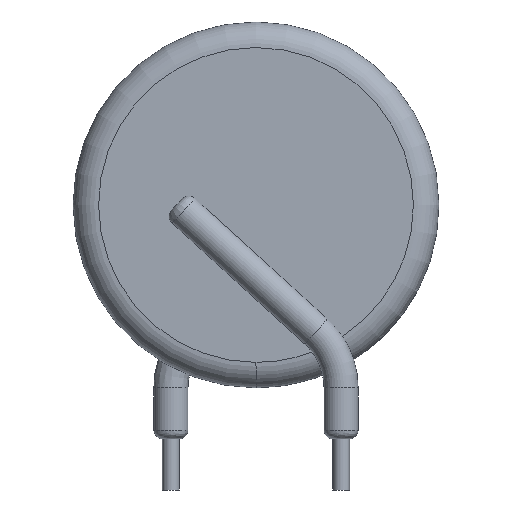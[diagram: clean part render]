
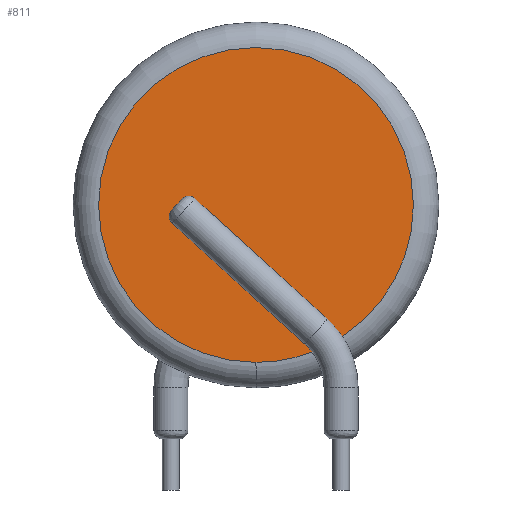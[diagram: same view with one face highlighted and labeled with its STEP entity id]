
A CAD part, front view. The second image highlights one B-rep face of the part: STEP entity #811.
In plain terms, the highlighted planar face has unit normal (0, -1, 0).
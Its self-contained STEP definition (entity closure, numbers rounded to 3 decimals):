
#135=CARTESIAN_POINT('',(0.,-1.575,13.75));
#136=DIRECTION('',(0.,1.,0.));
#137=DIRECTION('',(0.357,0.,-0.934));
#138=AXIS2_PLACEMENT_3D('',#135,#136,#137);
#140=CARTESIAN_POINT('',(0.,-1.575,13.75));
#141=DIRECTION('',(0.,1.,0.));
#142=DIRECTION('',(0.,0.,-1.));
#143=AXIS2_PLACEMENT_3D('',#140,#141,#142);
#145=CARTESIAN_POINT('',(0.,-1.575,13.75));
#146=DIRECTION('',(0.,1.,0.));
#147=DIRECTION('',(-1.,0.,-0.001));
#148=AXIS2_PLACEMENT_3D('',#145,#146,#147);
#150=CARTESIAN_POINT('',(0.,-1.575,13.75));
#151=DIRECTION('',(0.,1.,0.));
#152=DIRECTION('',(1.,0.,0.001));
#153=AXIS2_PLACEMENT_3D('',#150,#151,#152);
#155=CARTESIAN_POINT('',(0.523,-1.575,3.));
#156=DIRECTION('',(0.,-1.,0.));
#157=DIRECTION('',(0.834,0.,0.552));
#158=AXIS2_PLACEMENT_3D('',#155,#156,#157);
#160=DIRECTION('',(-0.74,0.,0.673));
#161=VECTOR('',#160,10.521);
#162=CARTESIAN_POINT('',(4.197,-1.575,7.041));
#163=LINE('',#162,#161);
#164=CARTESIAN_POINT('',(-3.587,-1.575,14.12));
#165=CARTESIAN_POINT('',(-3.629,-1.575,14.158));
#166=CARTESIAN_POINT('',(-3.719,-1.575,14.218));
#167=CARTESIAN_POINT('',(-3.846,-1.575,14.264));
#168=CARTESIAN_POINT('',(-3.998,-1.575,14.28));
#169=CARTESIAN_POINT('',(-4.126,-1.575,14.258));
#170=CARTESIAN_POINT('',(-4.255,-1.575,14.198));
#171=CARTESIAN_POINT('',(-4.317,-1.575,14.143));
#172=CARTESIAN_POINT('',(-4.346,-1.575,14.112));
#174=DIRECTION('',(-0.673,0.,-0.74));
#175=VECTOR('',#174,0.937);
#176=CARTESIAN_POINT('',(-4.346,-1.575,14.112));
#177=LINE('',#176,#175);
#178=CARTESIAN_POINT('',(-4.976,-1.575,13.419));
#179=CARTESIAN_POINT('',(-5.004,-1.575,13.388));
#180=CARTESIAN_POINT('',(-5.053,-1.575,13.321));
#181=CARTESIAN_POINT('',(-5.1,-1.575,13.186));
#182=CARTESIAN_POINT('',(-5.11,-1.575,13.062));
#183=CARTESIAN_POINT('',(-5.083,-1.575,12.916));
#184=CARTESIAN_POINT('',(-5.025,-1.575,12.792));
#185=CARTESIAN_POINT('',(-4.959,-1.575,12.707));
#186=CARTESIAN_POINT('',(-4.918,-1.575,12.669));
#188=CARTESIAN_POINT('',(-4.918,-1.575,12.669));
#189=CARTESIAN_POINT('',(-4.917,-1.575,12.668));
#190=CARTESIAN_POINT('',(-4.916,-1.575,12.667));
#191=CARTESIAN_POINT('',(-4.913,-1.575,12.665));
#192=CARTESIAN_POINT('',(-4.912,-1.575,12.664));
#193=CARTESIAN_POINT('',(-4.911,-1.575,12.663));
#195=DIRECTION('',(0.74,0.,-0.673));
#196=VECTOR('',#195,10.521);
#197=CARTESIAN_POINT('',(-4.911,-1.575,12.663));
#198=LINE('',#197,#196);
#199=CARTESIAN_POINT('',(0.523,-1.575,3.));
#200=DIRECTION('',(0.,1.,0.));
#201=DIRECTION('',(0.673,0.,0.74));
#202=AXIS2_PLACEMENT_3D('',#199,#200,#201);
#535=CARTESIAN_POINT('',(9.25,-1.575,13.764));
#536=CARTESIAN_POINT('',(5.076,-1.575,6.017));
#537=VERTEX_POINT('',#535);
#538=VERTEX_POINT('',#536);
#539=CARTESIAN_POINT('',(-9.25,-1.575,13.736));
#540=VERTEX_POINT('',#539);
#541=CARTESIAN_POINT('',(0.,-1.575,4.5));
#542=VERTEX_POINT('',#541);
#546=CARTESIAN_POINT('',(3.305,-1.575,5.111));
#547=VERTEX_POINT('',#546);
#548=CARTESIAN_POINT('',(4.197,-1.575,7.041));
#549=VERTEX_POINT('',#548);
#550=CARTESIAN_POINT('',(-3.587,-1.575,14.12));
#551=VERTEX_POINT('',#550);
#552=VERTEX_POINT('',#172);
#553=CARTESIAN_POINT('',(-4.976,-1.575,13.419));
#554=VERTEX_POINT('',#553);
#555=VERTEX_POINT('',#186);
#556=VERTEX_POINT('',#193);
#557=CARTESIAN_POINT('',(2.873,-1.575,5.584));
#558=VERTEX_POINT('',#557);
#783=CARTESIAN_POINT('',(0.,-1.575,13.75));
#784=DIRECTION('',(0.,-1.,0.));
#785=DIRECTION('',(0.,0.,1.));
#786=AXIS2_PLACEMENT_3D('',#783,#784,#785);
#787=PLANE('',#786);
#789=ORIENTED_EDGE('',*,*,#788,.T.);
#790=ORIENTED_EDGE('',*,*,#759,.T.);
#791=ORIENTED_EDGE('',*,*,#757,.T.);
#792=ORIENTED_EDGE('',*,*,#755,.T.);
#794=ORIENTED_EDGE('',*,*,#793,.T.);
#796=ORIENTED_EDGE('',*,*,#795,.T.);
#798=ORIENTED_EDGE('',*,*,#797,.T.);
#800=ORIENTED_EDGE('',*,*,#799,.T.);
#802=ORIENTED_EDGE('',*,*,#801,.T.);
#804=ORIENTED_EDGE('',*,*,#803,.T.);
#806=ORIENTED_EDGE('',*,*,#805,.T.);
#808=ORIENTED_EDGE('',*,*,#807,.T.);
#809=EDGE_LOOP('',(#789,#790,#791,#792,#794,#796,#798,#800,#802,#804,#806,
#808));
#810=FACE_OUTER_BOUND('',#809,.F.);
#139=CIRCLE('',#138,9.25);
#144=CIRCLE('',#143,9.25);
#149=CIRCLE('',#148,9.25);
#154=CIRCLE('',#153,9.25);
#159=CIRCLE('',#158,5.462);
#173=B_SPLINE_CURVE_WITH_KNOTS('',3,(#164,#165,#166,#167,#168,#169,#170,#171,
#172),.UNSPECIFIED.,.F.,.F.,(4,1,1,1,1,1,4),(0.,0.167,
0.333,0.5,0.667,0.833,1.),
.UNSPECIFIED.);
#187=B_SPLINE_CURVE_WITH_KNOTS('',3,(#178,#179,#180,#181,#182,#183,#184,#185,
#186),.UNSPECIFIED.,.F.,.F.,(4,1,1,1,1,1,4),(0.,0.167,
0.333,0.5,0.667,0.833,1.),
.UNSPECIFIED.);
#194=B_SPLINE_CURVE_WITH_KNOTS('',3,(#188,#189,#190,#191,#192,#193),
.UNSPECIFIED.,.F.,.F.,(4,1,1,4),(0.,0.333,0.667,1.),
.UNSPECIFIED.);
#203=CIRCLE('',#202,3.493);
#755=EDGE_CURVE('',#537,#538,#154,.T.);
#757=EDGE_CURVE('',#540,#537,#149,.T.);
#759=EDGE_CURVE('',#542,#540,#144,.T.);
#788=EDGE_CURVE('',#547,#542,#139,.T.);
#793=EDGE_CURVE('',#538,#549,#159,.T.);
#795=EDGE_CURVE('',#549,#551,#163,.T.);
#797=EDGE_CURVE('',#551,#552,#173,.T.);
#799=EDGE_CURVE('',#552,#554,#177,.T.);
#801=EDGE_CURVE('',#554,#555,#187,.T.);
#803=EDGE_CURVE('',#555,#556,#194,.T.);
#805=EDGE_CURVE('',#556,#558,#198,.T.);
#807=EDGE_CURVE('',#558,#547,#203,.T.);
#811=ADVANCED_FACE('',(#810),#787,.T.);
